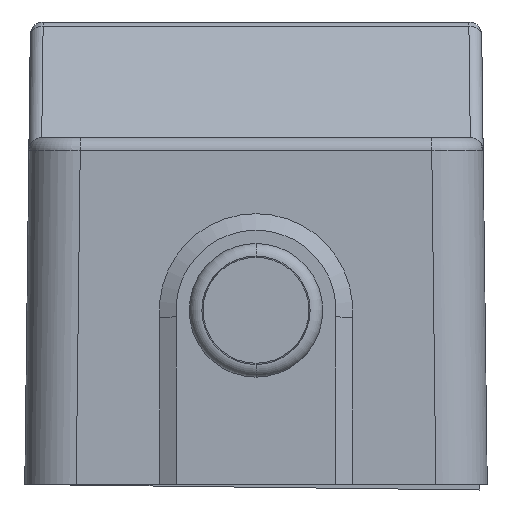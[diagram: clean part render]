
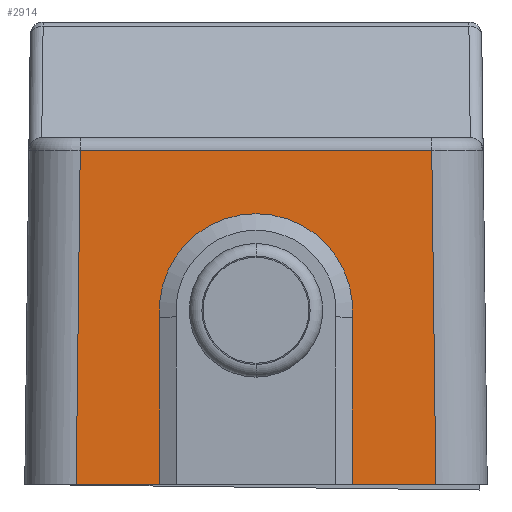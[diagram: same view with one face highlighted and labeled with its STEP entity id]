
A CAD part, front view. The second image highlights one B-rep face of the part: STEP entity #2914.
In plain terms, the highlighted planar face has unit normal (0, -1, 0.012).
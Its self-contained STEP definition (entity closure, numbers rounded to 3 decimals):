
#503=DIRECTION('',(0.012,0.012,1.));
#504=VECTOR('',#503,13.008);
#505=CARTESIAN_POINT('',(-17.8,19.902,-18.));
#506=LINE('',#505,#504);
#507=DIRECTION('',(0.012,-0.012,-1.));
#508=VECTOR('',#507,13.008);
#509=CARTESIAN_POINT('',(-3.959,20.061,-4.994));
#510=LINE('',#509,#508);
#511=DIRECTION('',(-1.,0.,0.));
#512=VECTOR('',#511,4.25);
#513=CARTESIAN_POINT('',(-3.8,19.902,-18.));
#514=LINE('',#513,#512);
#515=CARTESIAN_POINT('',(-8.05,19.986,-11.15));
#516=CARTESIAN_POINT('',(-8.05,19.988,-10.955));
#517=CARTESIAN_POINT('',(-8.09,19.993,-10.575));
#518=CARTESIAN_POINT('',(-8.27,19.999,-10.022));
#519=CARTESIAN_POINT('',(-8.561,20.006,-9.52));
#520=CARTESIAN_POINT('',(-8.945,20.011,-9.093));
#521=CARTESIAN_POINT('',(-9.415,20.015,-8.751));
#522=CARTESIAN_POINT('',(-9.944,20.018,-8.515));
#523=CARTESIAN_POINT('',(-10.51,20.019,-8.395));
#524=CARTESIAN_POINT('',(-11.086,20.019,-8.395));
#525=CARTESIAN_POINT('',(-11.651,20.018,-8.514));
#526=CARTESIAN_POINT('',(-12.178,20.015,-8.747));
#527=CARTESIAN_POINT('',(-12.649,20.011,-9.087));
#528=CARTESIAN_POINT('',(-13.035,20.006,-9.513));
#529=CARTESIAN_POINT('',(-13.328,20.,-10.016));
#530=CARTESIAN_POINT('',(-13.509,19.993,-10.573));
#531=CARTESIAN_POINT('',(-13.55,19.988,-10.954));
#532=CARTESIAN_POINT('',(-13.55,19.986,-11.15));
#534=DIRECTION('',(-1.,0.,0.));
#535=VECTOR('',#534,4.25);
#536=CARTESIAN_POINT('',(-13.55,19.902,-18.));
#537=LINE('',#536,#535);
#538=CARTESIAN_POINT('',(-17.8,19.902,-18.));
#667=DIRECTION('',(-1.,0.,0.));
#668=VECTOR('',#667,13.682);
#669=CARTESIAN_POINT('',(-3.959,20.061,-4.994));
#670=LINE('',#669,#668);
#1365=DIRECTION('',(0.,-0.012,-1.));
#1366=VECTOR('',#1365,6.85);
#1367=CARTESIAN_POINT('',(-8.05,19.986,
-11.15));
#1368=LINE('',#1367,#1366);
#1504=DIRECTION('',(0.,0.012,1.));
#1505=VECTOR('',#1504,6.85);
#1506=CARTESIAN_POINT('',(-13.55,19.902,
-18.));
#1507=LINE('',#1506,#1505);
#1966=VERTEX_POINT('',#538);
#1967=CARTESIAN_POINT('',(-13.55,19.902,
-18.));
#1968=VERTEX_POINT('',#1967);
#1997=CARTESIAN_POINT('',(-8.05,19.902,
-18.));
#1998=VERTEX_POINT('',#1997);
#1999=CARTESIAN_POINT('',(-3.8,19.902,
-18.));
#2000=VERTEX_POINT('',#1999);
#2045=CARTESIAN_POINT('',(-17.641,20.061,
-4.994));
#2046=VERTEX_POINT('',#2045);
#2194=CARTESIAN_POINT('',(-3.959,20.061,
-4.994));
#2195=VERTEX_POINT('',#2194);
#2197=CARTESIAN_POINT('',(-8.05,19.986,
-11.15));
#2198=VERTEX_POINT('',#2197);
#2199=VERTEX_POINT('',#532);
#2894=CARTESIAN_POINT('',(-4.925,19.902,
-18.006));
#2895=DIRECTION('',(0.,1.,-0.012));
#2896=DIRECTION('',(0.,0.012,1.));
#2897=AXIS2_PLACEMENT_3D('',#2894,#2895,#2896);
#2898=PLANE('',#2897);
#2900=ORIENTED_EDGE('',*,*,#2899,.T.);
#2902=ORIENTED_EDGE('',*,*,#2901,.F.);
#2903=ORIENTED_EDGE('',*,*,#2884,.T.);
#2904=ORIENTED_EDGE('',*,*,#2516,.T.);
#2906=ORIENTED_EDGE('',*,*,#2905,.F.);
#2908=ORIENTED_EDGE('',*,*,#2907,.T.);
#2910=ORIENTED_EDGE('',*,*,#2909,.F.);
#2911=ORIENTED_EDGE('',*,*,#2574,.T.);
#2912=EDGE_LOOP('',(#2900,#2902,#2903,#2904,#2906,#2908,#2910,#2911));
#2913=FACE_OUTER_BOUND('',#2912,.F.);
#2914=ADVANCED_FACE('',(#2913),#2898,.F.);
#533=B_SPLINE_CURVE_WITH_KNOTS('',3,(#515,#516,#517,#518,#519,#520,#521,#522,
#523,#524,#525,#526,#527,#528,#529,#530,#531,#532),.UNSPECIFIED.,.F.,.F.,(4,1,1,
1,1,1,1,1,1,1,1,1,1,1,1,4),(0.,0.067,0.133,0.2,
0.267,0.333,0.4,0.467,0.533,
0.6,0.667,0.733,0.8,0.867,
0.933,1.),.UNSPECIFIED.);
#2516=EDGE_CURVE('',#2000,#1998,#514,.T.);
#2574=EDGE_CURVE('',#1968,#1966,#537,.T.);
#2884=EDGE_CURVE('',#2195,#2000,#510,.T.);
#2899=EDGE_CURVE('',#1966,#2046,#506,.T.);
#2901=EDGE_CURVE('',#2195,#2046,#670,.T.);
#2905=EDGE_CURVE('',#2198,#1998,#1368,.T.);
#2907=EDGE_CURVE('',#2198,#2199,#533,.T.);
#2909=EDGE_CURVE('',#1968,#2199,#1507,.T.);
